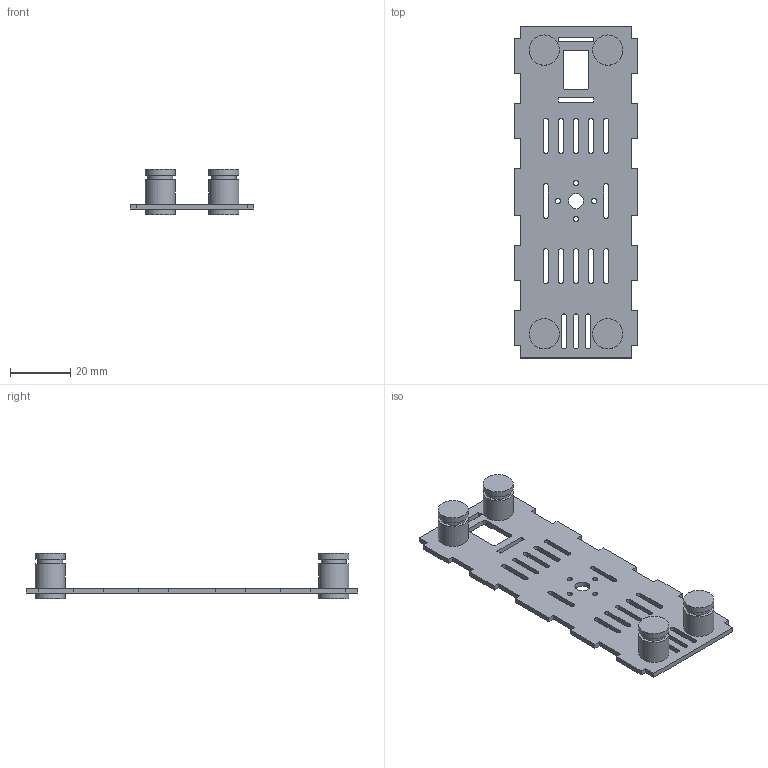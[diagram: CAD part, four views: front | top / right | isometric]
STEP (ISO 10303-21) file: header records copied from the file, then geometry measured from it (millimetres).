
FILE_DESCRIPTION(('Open CASCADE Model'),'2;1');
FILE_NAME('Open CASCADE Shape Model','2019-11-26T10:00:04',('Author'),( 'Open CASCADE'),'Open CASCADE STEP processor 6.8','Open CASCADE 6.8' ,'Unknown');
FILE_SCHEMA(('AUTOMOTIVE_DESIGN { 1 0 10303 214 1 1 1 1 }'));
Length unit declared in the file: millimetre
Products named in the file (16): PCB; Board; Open CASCADE STEP translator 6.8 5.1.1; Free-Models; Vibration-Damping-Ball_RGB13391121; Open_CASCADE_STEP_translator_6.8_3.1.1; 6323967760; Cylinder; 6300336672; 5798517936; 6300258272
Assembly tree (18 placements, depth 6):
  PCB
    Board
      Open CASCADE STEP translator 6.8 5.1.1
    Free-Models
      Vibration-Damping-Ball_RGB13391121  x4
        Board
          Open_CASCADE_STEP_translator_6.8_3.1.1
        Free-Models
          6323967760
            Cylinder
          6300336672
            Cylinder
          5798517936
            Cylinder
          6300258272
            Cylinder
Bounding box: 41 x 110 x 15.2 mm (x, y, z)
Volume: 10457.6 mm3; surface area: 13446.3 mm2
Topology: 21 solids, 21 shells, 191 faces, 447 edges, 298 vertices
Faces by surface type: plane 128, cylinder 63
Full cylindrical faces by diameter (mm): 1.7 x4, 5 x1, 8.26 x12, 10 x12
Entity records: 5154 total; most frequent: CARTESIAN_POINT 835, DIRECTION 828, ORIENTED_EDGE 804, EDGE_CURVE 402, LINE 306, VECTOR 306, VERTEX_POINT 268, AXIS2_PLACEMENT_3D 261
